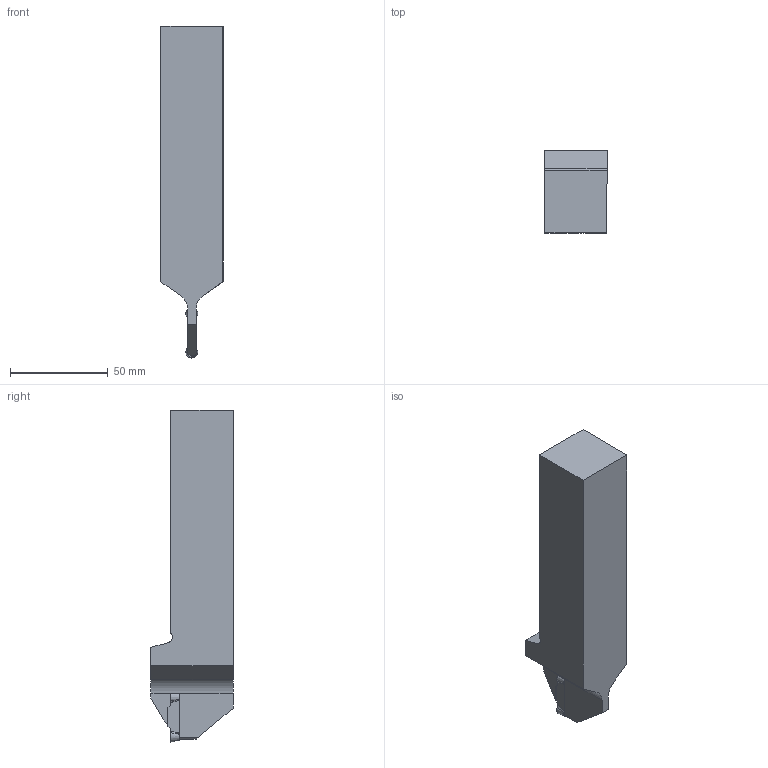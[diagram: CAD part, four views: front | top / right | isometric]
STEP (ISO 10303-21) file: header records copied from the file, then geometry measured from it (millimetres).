
FILE_DESCRIPTION(/* description */ (''),/* implementation_level */ '2;1');
FILE_NAME(/* name */ 'TOOLASSEMBLY_1.STP',/* time_stamp */ '2023-12-22T10:08:24+01:00',/* author */ (''),/* organization */ ('SMS'),/* preprocessor_version */ 'ST-DEVELOPER v16.7',/* originating_system */ 'SIEMENS PLM Software NX 12.0',/* authorisation */ '');
FILE_SCHEMA (('AUTOMOTIVE_DESIGN { 1 0 10303 214 3 1 1 1 }'));
Length unit declared in the file: millimetre
Products named in the file (4): ASSEMBLY_CONSTRUCTION; CUT_20231222100712; NOCUT_20231222100631; TOOLASSEMBLY_1
Assembly tree (3 placements, depth 2):
  TOOLASSEMBLY_1
    NOCUT_20231222100631
    CUT_20231222100712
    ASSEMBLY_CONSTRUCTION
Bounding box: 31.89 x 42.1 x 170 mm (x, y, z)
Volume: 147548.3 mm3; surface area: 22428 mm2
Topology: 2 solids, 2 shells, 54 faces, 160 edges, 116 vertices
Faces by surface type: plane 35, cylinder 9, bspline 8, cone 2
Entity records: 3426 total; most frequent: CARTESIAN_POINT 1907, ORIENTED_EDGE 316, DIRECTION 239, EDGE_CURVE 158, VERTEX_POINT 108, LINE 95, VECTOR 95, AXIS2_PLACEMENT_3D 72
